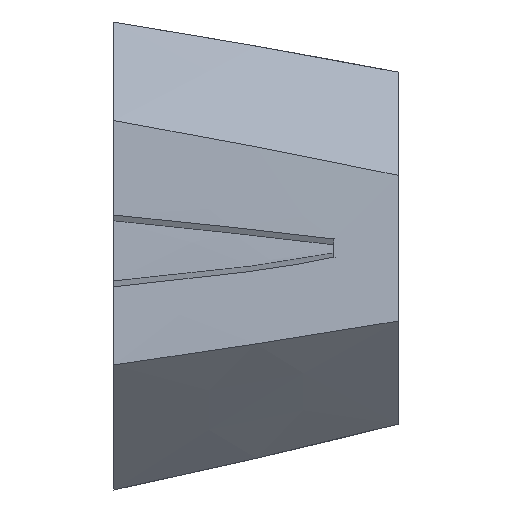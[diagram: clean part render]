
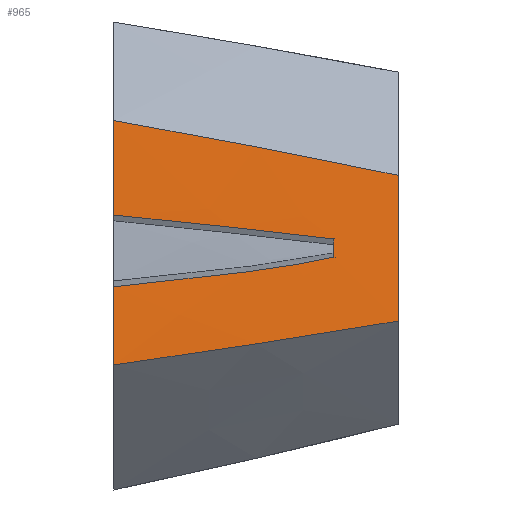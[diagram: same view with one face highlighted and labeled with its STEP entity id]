
A CAD part, left-side view. The second image highlights one B-rep face of the part: STEP entity #965.
In plain terms, the highlighted free-form (B-spline) face has degree [3, 3] with [4, 4] control points.
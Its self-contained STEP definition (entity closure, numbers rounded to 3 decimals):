
#38=B_SPLINE_SURFACE_WITH_KNOTS('',3,3,((#2108,#2109,#2110,#2111),(#2112,
#2113,#2114,#2115),(#2116,#2117,#2118,#2119),(#2120,#2121,#2122,#2123)),
 .UNSPECIFIED.,.F.,.F.,.F.,(4,4),(4,4),(0.,1.),(0.942,1.),
 .UNSPECIFIED.);
#57=B_SPLINE_CURVE_WITH_KNOTS('',3,(#1219,#1220,#1221,#1222),
 .UNSPECIFIED.,.F.,.F.,(4,4),(-0.752,0.),.UNSPECIFIED.);
#73=B_SPLINE_CURVE_WITH_KNOTS('',3,(#1321,#1322,#1323,#1324),
 .UNSPECIFIED.,.F.,.F.,(4,4),(-1.945,-1.323),
 .UNSPECIFIED.);
#99=B_SPLINE_CURVE_WITH_KNOTS('',3,(#1915,#1916,#1917,#1918,#1919,#1920,
#1921),.UNSPECIFIED.,.F.,.F.,(4,3,4),(-0.014,0.,1.586),
 .UNSPECIFIED.);
#108=B_SPLINE_CURVE_WITH_KNOTS('',3,(#2097,#2098,#2099,#2100,#2101,#2102,
#2103),.UNSPECIFIED.,.F.,.F.,(4,3,4),(3.894,4.161,
4.164),.UNSPECIFIED.);
#110=B_SPLINE_CURVE_WITH_KNOTS('',3,(#2125,#2126,#2127,#2128),
 .UNSPECIFIED.,.F.,.F.,(4,4),(0.942,1.),.UNSPECIFIED.);
#111=B_SPLINE_CURVE_WITH_KNOTS('',3,(#2131,#2132,#2133,#2134),
 .UNSPECIFIED.,.F.,.F.,(4,4),(0.942,1.),.UNSPECIFIED.);
#112=B_SPLINE_CURVE_WITH_KNOTS('',3,(#2135,#2136,#2137,#2138,#2139,#2140),
 .UNSPECIFIED.,.F.,.F.,(4,2,4),(-0.736,-0.673,-0.591),
 .UNSPECIFIED.);
#167=FACE_OUTER_BOUND('',#224,.T.);
#224=EDGE_LOOP('',(#815,#816,#817,#818,#819,#820,#821,#822));
#301=LINE('',#2130,#367);
#367=VECTOR('',#1147,10.);
#393=VERTEX_POINT('',#1217);
#394=VERTEX_POINT('',#1218);
#409=VERTEX_POINT('',#1313);
#410=VERTEX_POINT('',#1320);
#450=VERTEX_POINT('',#1910);
#456=VERTEX_POINT('',#2096);
#457=VERTEX_POINT('',#2124);
#458=VERTEX_POINT('',#2129);
#496=EDGE_CURVE('',#393,#394,#57,.T.);
#512=EDGE_CURVE('',#409,#410,#73,.T.);
#577=EDGE_CURVE('',#450,#393,#99,.T.);
#586=EDGE_CURVE('',#410,#456,#108,.T.);
#588=EDGE_CURVE('',#409,#457,#110,.T.);
#589=EDGE_CURVE('',#457,#458,#301,.T.);
#590=EDGE_CURVE('',#394,#458,#111,.T.);
#591=EDGE_CURVE('',#456,#450,#112,.F.);
#815=ORIENTED_EDGE('',*,*,#512,.F.);
#816=ORIENTED_EDGE('',*,*,#588,.T.);
#817=ORIENTED_EDGE('',*,*,#589,.T.);
#818=ORIENTED_EDGE('',*,*,#590,.F.);
#819=ORIENTED_EDGE('',*,*,#496,.F.);
#820=ORIENTED_EDGE('',*,*,#577,.F.);
#821=ORIENTED_EDGE('',*,*,#591,.F.);
#822=ORIENTED_EDGE('',*,*,#586,.F.);
#965=ADVANCED_FACE('',(#167),#38,.F.);
#1147=DIRECTION('',(0.,0.,1.));
#1217=CARTESIAN_POINT('',(-20.633,-107.4,2.634));
#1218=CARTESIAN_POINT('',(-20.633,-107.4,10.156));
#1219=CARTESIAN_POINT('Ctrl Pts',(-20.633,-107.4,2.634));
#1220=CARTESIAN_POINT('Ctrl Pts',(-20.633,-107.4,5.142));
#1221=CARTESIAN_POINT('Ctrl Pts',(-20.633,-107.4,7.649));
#1222=CARTESIAN_POINT('Ctrl Pts',(-20.633,-107.4,10.156));
#1313=CARTESIAN_POINT('',(-20.633,-107.4,-9.293));
#1320=CARTESIAN_POINT('',(-20.633,-107.4,-3.074));
#1321=CARTESIAN_POINT('Ctrl Pts',(-20.633,-107.4,-9.293));
#1322=CARTESIAN_POINT('Ctrl Pts',(-20.633,-107.4,-7.22));
#1323=CARTESIAN_POINT('Ctrl Pts',(-20.633,-107.4,-5.147));
#1324=CARTESIAN_POINT('Ctrl Pts',(-20.633,-107.4,-3.074));
#1910=CARTESIAN_POINT('',(-15.581,-124.897,0.732));
#1915=CARTESIAN_POINT('Ctrl Pts',(-15.581,-124.897,0.732));
#1916=CARTESIAN_POINT('Ctrl Pts',(-15.594,-124.853,0.737));
#1917=CARTESIAN_POINT('Ctrl Pts',(-15.608,-124.808,0.743));
#1918=CARTESIAN_POINT('Ctrl Pts',(-15.621,-124.764,0.748));
#1919=CARTESIAN_POINT('Ctrl Pts',(-17.152,-119.741,1.356));
#1920=CARTESIAN_POINT('Ctrl Pts',(-18.852,-113.934,1.978));
#1921=CARTESIAN_POINT('Ctrl Pts',(-20.633,-107.4,2.634));
#2096=CARTESIAN_POINT('',(-15.581,-124.897,-0.718));
#2097=CARTESIAN_POINT('Ctrl Pts',(-20.633,-107.4,-3.074));
#2098=CARTESIAN_POINT('Ctrl Pts',(-18.51,-115.19,-2.32));
#2099=CARTESIAN_POINT('Ctrl Pts',(-16.667,-121.332,-1.517));
#2100=CARTESIAN_POINT('Ctrl Pts',(-15.621,-124.764,-0.748));
#2101=CARTESIAN_POINT('Ctrl Pts',(-15.608,-124.808,-0.738));
#2102=CARTESIAN_POINT('Ctrl Pts',(-15.594,-124.853,-0.728));
#2103=CARTESIAN_POINT('Ctrl Pts',(-15.581,-124.897,-0.718));
#2108=CARTESIAN_POINT('Ctrl Pts',(-20.633,-107.4,-9.293));
#2109=CARTESIAN_POINT('Ctrl Pts',(-18.577,-114.946,-8.21));
#2110=CARTESIAN_POINT('Ctrl Pts',(-16.366,-122.48,-7.045));
#2111=CARTESIAN_POINT('Ctrl Pts',(-14.,-130.,-5.799));
#2112=CARTESIAN_POINT('Ctrl Pts',(-20.633,-107.4,-2.81));
#2113=CARTESIAN_POINT('Ctrl Pts',(-18.577,-114.946,-2.538));
#2114=CARTESIAN_POINT('Ctrl Pts',(-16.366,-122.48,-2.246));
#2115=CARTESIAN_POINT('Ctrl Pts',(-14.,-130.,-1.933));
#2116=CARTESIAN_POINT('Ctrl Pts',(-20.633,-107.4,3.673));
#2117=CARTESIAN_POINT('Ctrl Pts',(-18.577,-114.946,3.134));
#2118=CARTESIAN_POINT('Ctrl Pts',(-16.366,-122.48,2.554));
#2119=CARTESIAN_POINT('Ctrl Pts',(-14.,-130.,1.933));
#2120=CARTESIAN_POINT('Ctrl Pts',(-20.633,-107.4,10.156));
#2121=CARTESIAN_POINT('Ctrl Pts',(-18.577,-114.946,8.805));
#2122=CARTESIAN_POINT('Ctrl Pts',(-16.366,-122.48,7.353));
#2123=CARTESIAN_POINT('Ctrl Pts',(-14.,-130.,5.799));
#2124=CARTESIAN_POINT('',(-14.,-130.,-5.799));
#2125=CARTESIAN_POINT('Ctrl Pts',(-20.633,-107.4,-9.293));
#2126=CARTESIAN_POINT('Ctrl Pts',(-18.576,-114.946,-8.21));
#2127=CARTESIAN_POINT('Ctrl Pts',(-16.366,-122.48,-7.045));
#2128=CARTESIAN_POINT('Ctrl Pts',(-14.,-130.,-5.799));
#2129=CARTESIAN_POINT('',(-14.,-130.,5.799));
#2130=CARTESIAN_POINT('',(-14.,-130.,5.799));
#2131=CARTESIAN_POINT('Ctrl Pts',(-20.633,-107.4,10.156));
#2132=CARTESIAN_POINT('Ctrl Pts',(-18.576,-114.946,8.805));
#2133=CARTESIAN_POINT('Ctrl Pts',(-16.366,-122.48,7.353));
#2134=CARTESIAN_POINT('Ctrl Pts',(-14.,-130.,5.799));
#2135=CARTESIAN_POINT('Ctrl Pts',(-15.581,-124.897,0.732));
#2136=CARTESIAN_POINT('Ctrl Pts',(-15.581,-124.897,0.522));
#2137=CARTESIAN_POINT('Ctrl Pts',(-15.581,-124.897,0.312));
#2138=CARTESIAN_POINT('Ctrl Pts',(-15.581,-124.897,-0.171));
#2139=CARTESIAN_POINT('Ctrl Pts',(-15.581,-124.897,-0.444));
#2140=CARTESIAN_POINT('Ctrl Pts',(-15.581,-124.897,-0.718));
